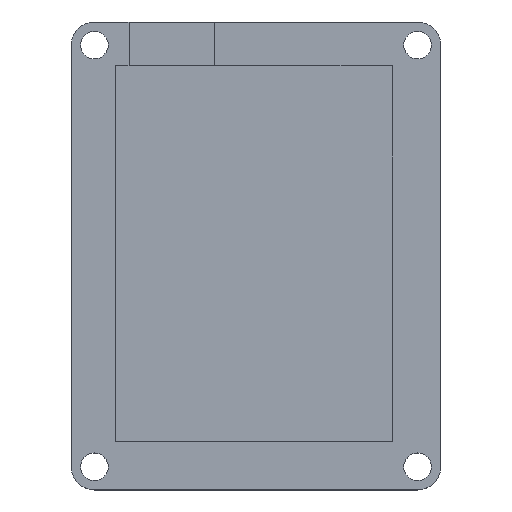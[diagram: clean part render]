
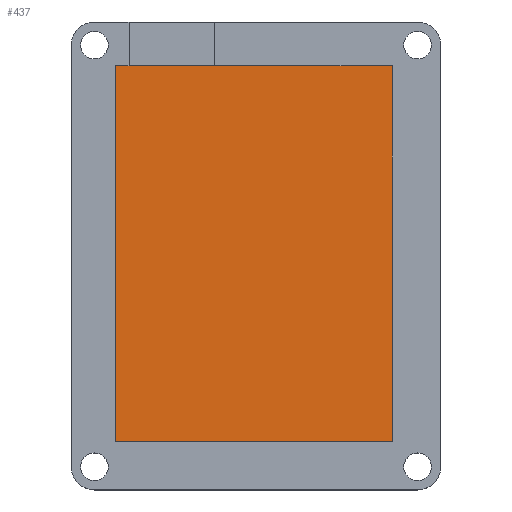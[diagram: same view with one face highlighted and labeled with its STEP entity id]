
A CAD part, top view. The second image highlights one B-rep face of the part: STEP entity #437.
In plain terms, the highlighted planar face has unit normal (0, 0, 1).
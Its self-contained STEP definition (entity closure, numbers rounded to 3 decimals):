
#35=PLANE('',#486);
#53=FACE_OUTER_BOUND('',#79,.T.);
#79=EDGE_LOOP('',(#365,#366,#367,#368));
#125=LINE('',#719,#169);
#127=LINE('',#724,#171);
#128=LINE('',#725,#172);
#129=LINE('',#726,#173);
#169=VECTOR('',#585,10.);
#171=VECTOR('',#589,10.);
#172=VECTOR('',#590,10.);
#173=VECTOR('',#591,10.);
#229=VERTEX_POINT('',#716);
#230=VERTEX_POINT('',#718);
#231=VERTEX_POINT('',#722);
#232=VERTEX_POINT('',#723);
#281=EDGE_CURVE('',#229,#230,#125,.T.);
#283=EDGE_CURVE('',#231,#232,#127,.T.);
#284=EDGE_CURVE('',#230,#231,#128,.T.);
#285=EDGE_CURVE('',#232,#229,#129,.T.);
#365=ORIENTED_EDGE('',*,*,#283,.F.);
#366=ORIENTED_EDGE('',*,*,#284,.F.);
#367=ORIENTED_EDGE('',*,*,#281,.F.);
#368=ORIENTED_EDGE('',*,*,#285,.F.);
#437=ADVANCED_FACE('',(#53),#35,.T.);
#486=AXIS2_PLACEMENT_3D('',#721,#587,#588);
#585=DIRECTION('',(1.,0.,0.));
#587=DIRECTION('center_axis',(0.,0.,1.));
#588=DIRECTION('ref_axis',(1.,0.,0.));
#589=DIRECTION('',(-1.,0.,0.));
#590=DIRECTION('',(0.,-1.,0.));
#591=DIRECTION('',(0.,1.,0.));
#716=CARTESIAN_POINT('',(-76.695,73.518,3.));
#718=CARTESIAN_POINT('',(-16.695,73.518,3.));
#719=CARTESIAN_POINT('',(-61.695,73.518,3.));
#721=CARTESIAN_POINT('Origin',(-46.695,32.858,3.));
#722=CARTESIAN_POINT('',(-16.695,-7.801,3.));
#723=CARTESIAN_POINT('',(-76.695,-7.801,3.));
#724=CARTESIAN_POINT('',(-31.695,-7.801,3.));
#725=CARTESIAN_POINT('',(-16.695,53.188,3.));
#726=CARTESIAN_POINT('',(-76.695,12.529,3.));
